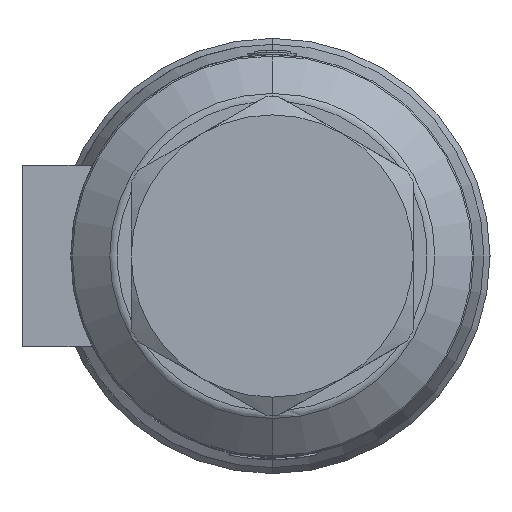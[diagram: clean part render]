
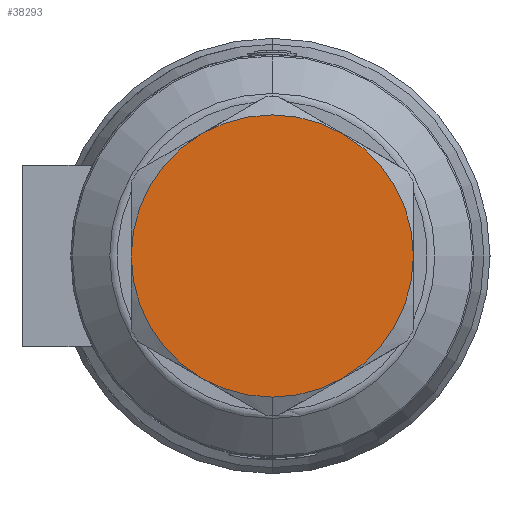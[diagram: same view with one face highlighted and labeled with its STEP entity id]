
A CAD part, left-side view. The second image highlights one B-rep face of the part: STEP entity #38293.
In plain terms, the highlighted planar face has unit normal (-1, 0, 0).
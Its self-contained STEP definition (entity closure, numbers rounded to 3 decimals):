
#277 = EDGE_CURVE ( 'NONE', #35095, #30914, #39402, .T. ) ;
#540 = CIRCLE ( 'NONE', #3575, 35. ) ;
#912 = ORIENTED_EDGE ( 'NONE', *, *, #277, .F. ) ;
#978 = CARTESIAN_POINT ( 'NONE',  ( -31., 0., 0. ) ) ;
#1250 = CARTESIAN_POINT ( 'NONE',  ( -31., 0., 0. ) ) ;
#2454 = CARTESIAN_POINT ( 'NONE',  ( -31., -17.5, 30.311 ) ) ;
#2743 = EDGE_LOOP ( 'NONE', ( #26731, #15540, #912, #33181, #9215, #22746, #14187 ) ) ;
#3024 = CARTESIAN_POINT ( 'NONE',  ( -31., -35., 0. ) ) ;
#3575 = AXIS2_PLACEMENT_3D ( 'NONE', #4037, #35598, #19698 ) ;
#3860 = DIRECTION ( 'NONE',  ( 0., 0., 1. ) ) ;
#4037 = CARTESIAN_POINT ( 'NONE',  ( -31., 0., 0. ) ) ;
#6301 = VERTEX_POINT ( 'NONE', #2454 ) ;
#6847 = EDGE_CURVE ( 'NONE', #9893, #24058, #24473, .T. ) ;
#7060 = AXIS2_PLACEMENT_3D ( 'NONE', #40206, #27662, #28462 ) ;
#7593 = CARTESIAN_POINT ( 'NONE',  ( -31., 0., 0. ) ) ;
#8481 = DIRECTION ( 'NONE',  ( 0., 0., 1. ) ) ;
#9084 = CARTESIAN_POINT ( 'NONE',  ( -31., 0., 0. ) ) ;
#9215 = ORIENTED_EDGE ( 'NONE', *, *, #23638, .F. ) ;
#9893 = VERTEX_POINT ( 'NONE', #3024 ) ;
#10252 = CIRCLE ( 'NONE', #14615, 35. ) ;
#12117 = CARTESIAN_POINT ( 'NONE',  ( -31., 17.5, 30.311 ) ) ;
#12288 = DIRECTION ( 'NONE',  ( 0., 0., 1. ) ) ;
#14187 = ORIENTED_EDGE ( 'NONE', *, *, #6847, .F. ) ;
#14615 = AXIS2_PLACEMENT_3D ( 'NONE', #7593, #23249, #3860 ) ;
#15428 = CIRCLE ( 'NONE', #28058, 35. ) ;
#15540 = ORIENTED_EDGE ( 'NONE', *, *, #19256, .F. ) ;
#17035 = AXIS2_PLACEMENT_3D ( 'NONE', #9084, #34945, #12288 ) ;
#18110 = PLANE ( 'NONE',  #7060 ) ;
#18643 = AXIS2_PLACEMENT_3D ( 'NONE', #28753, #38425, #22942 ) ;
#18737 = CARTESIAN_POINT ( 'NONE',  ( -31., 17.5, -30.311 ) ) ;
#19256 = EDGE_CURVE ( 'NONE', #30914, #6301, #15428, .T. ) ;
#19651 = CIRCLE ( 'NONE', #26805, 35. ) ;
#19698 = DIRECTION ( 'NONE',  ( 0., 0., -1. ) ) ;
#19892 = CIRCLE ( 'NONE', #41037, 35. ) ;
#20778 = EDGE_CURVE ( 'NONE', #6301, #9893, #19892, .T. ) ;
#20815 = DIRECTION ( 'NONE',  ( 1., 0., 0. ) ) ;
#22746 = ORIENTED_EDGE ( 'NONE', *, *, #23920, .F. ) ;
#22942 = DIRECTION ( 'NONE',  ( 0., 0., 1. ) ) ;
#23249 = DIRECTION ( 'NONE',  ( 1., 0., 0. ) ) ;
#23419 = DIRECTION ( 'NONE',  ( 0., 0., 1. ) ) ;
#23638 = EDGE_CURVE ( 'NONE', #25767, #33982, #19651, .T. ) ;
#23689 = DIRECTION ( 'NONE',  ( 1., 0., 0. ) ) ;
#23920 = EDGE_CURVE ( 'NONE', #24058, #25767, #10252, .T. ) ;
#24058 = VERTEX_POINT ( 'NONE', #39631 ) ;
#24473 = CIRCLE ( 'NONE', #18643, 35. ) ;
#25120 = CARTESIAN_POINT ( 'NONE',  ( -31., 35., 0. ) ) ;
#25767 = VERTEX_POINT ( 'NONE', #28812 ) ;
#26175 = DIRECTION ( 'NONE',  ( 0., 0., 1. ) ) ;
#26731 = ORIENTED_EDGE ( 'NONE', *, *, #20778, .F. ) ;
#26805 = AXIS2_PLACEMENT_3D ( 'NONE', #39982, #20815, #8481 ) ;
#27662 = DIRECTION ( 'NONE',  ( -1., 0., 0. ) ) ;
#28058 = AXIS2_PLACEMENT_3D ( 'NONE', #978, #29221, #26175 ) ;
#28462 = DIRECTION ( 'NONE',  ( 0., 0., 1. ) ) ;
#28753 = CARTESIAN_POINT ( 'NONE',  ( -31., 0., 0. ) ) ;
#28812 = CARTESIAN_POINT ( 'NONE',  ( -31., 0., -35. ) ) ;
#29221 = DIRECTION ( 'NONE',  ( 1., 0., 0. ) ) ;
#29777 = FACE_OUTER_BOUND ( 'NONE', #2743, .T. ) ;
#30914 = VERTEX_POINT ( 'NONE', #12117 ) ;
#33181 = ORIENTED_EDGE ( 'NONE', *, *, #38759, .F. ) ;
#33982 = VERTEX_POINT ( 'NONE', #18737 ) ;
#34945 = DIRECTION ( 'NONE',  ( 1., 0., 0. ) ) ;
#35095 = VERTEX_POINT ( 'NONE', #25120 ) ;
#35598 = DIRECTION ( 'NONE',  ( 1., 0., 0. ) ) ;
#38293 = ADVANCED_FACE ( 'NONE', ( #29777 ), #18110, .T. ) ;
#38425 = DIRECTION ( 'NONE',  ( 1., 0., 0. ) ) ;
#38759 = EDGE_CURVE ( 'NONE', #33982, #35095, #540, .T. ) ;
#39402 = CIRCLE ( 'NONE', #17035, 35. ) ;
#39631 = CARTESIAN_POINT ( 'NONE',  ( -31., -17.5, -30.311 ) ) ;
#39982 = CARTESIAN_POINT ( 'NONE',  ( -31., 0., 0. ) ) ;
#40206 = CARTESIAN_POINT ( 'NONE',  ( -31., 0., 0. ) ) ;
#41037 = AXIS2_PLACEMENT_3D ( 'NONE', #1250, #23689, #23419 ) ;
